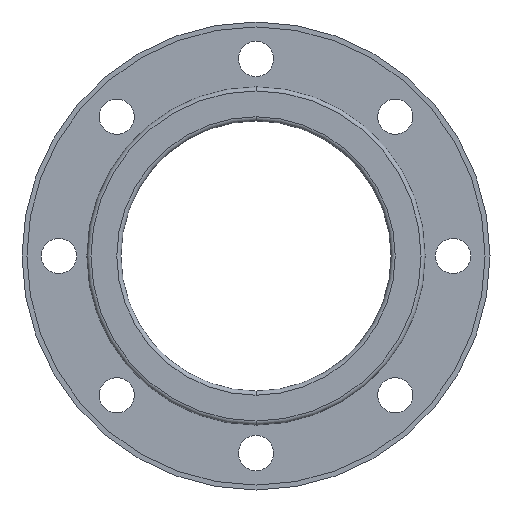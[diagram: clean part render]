
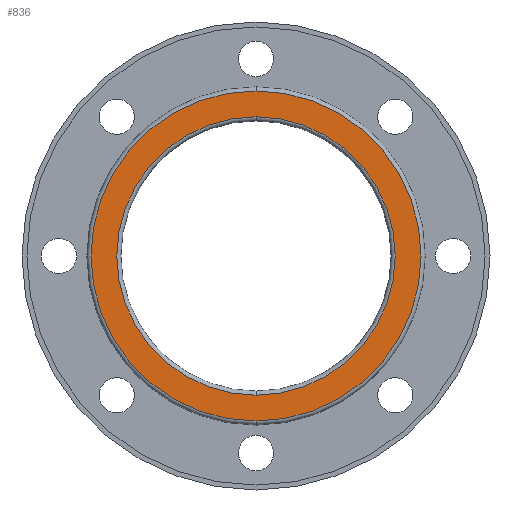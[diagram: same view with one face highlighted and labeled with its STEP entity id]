
A CAD part, front view. The second image highlights one B-rep face of the part: STEP entity #836.
In plain terms, the highlighted planar face has unit normal (0, -1, 0).
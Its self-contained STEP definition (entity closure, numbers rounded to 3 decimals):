
#49 = AXIS2_PLACEMENT_3D ( 'NONE', #86, #585, #1087 ) ;
#86 = CARTESIAN_POINT ( 'NONE',  ( 0., -2.5, 0. ) ) ;
#87 = ORIENTED_EDGE ( 'NONE', *, *, #1038, .T. ) ;
#123 = CIRCLE ( 'NONE', #492, 84.759 ) ;
#124 = ORIENTED_EDGE ( 'NONE', *, *, #1094, .F. ) ;
#204 = FACE_OUTER_BOUND ( 'NONE', #1354, .T. ) ;
#234 = VERTEX_POINT ( 'NONE', #855 ) ;
#247 = VERTEX_POINT ( 'NONE', #1232 ) ;
#273 = DIRECTION ( 'NONE',  ( 0., 1., 0. ) ) ;
#288 = CARTESIAN_POINT ( 'NONE',  ( 0., -2.5, 0. ) ) ;
#302 = DIRECTION ( 'NONE',  ( 0., 1., 0. ) ) ;
#413 = DIRECTION ( 'NONE',  ( 0., 0., 1. ) ) ;
#436 = DIRECTION ( 'NONE',  ( 0., 1., 0. ) ) ;
#492 = AXIS2_PLACEMENT_3D ( 'NONE', #288, #302, #1297 ) ;
#504 = EDGE_CURVE ( 'NONE', #234, #956, #1166, .T. ) ;
#555 = CARTESIAN_POINT ( 'NONE',  ( 0., -2.5, 0. ) ) ;
#585 = DIRECTION ( 'NONE',  ( 0., 1., 0. ) ) ;
#664 = DIRECTION ( 'NONE',  ( 0., 0., 1. ) ) ;
#704 = FACE_BOUND ( 'NONE', #1613, .T. ) ;
#721 = ORIENTED_EDGE ( 'NONE', *, *, #504, .F. ) ;
#761 = AXIS2_PLACEMENT_3D ( 'NONE', #555, #436, #664 ) ;
#828 = VERTEX_POINT ( 'NONE', #1335 ) ;
#836 = ADVANCED_FACE ( 'NONE', ( #204, #704 ), #1204, .F. ) ;
#855 = CARTESIAN_POINT ( 'NONE',  ( 0., -2.5, 100.5 ) ) ;
#873 = CARTESIAN_POINT ( 'NONE',  ( 0., -2.5, -100.5 ) ) ;
#956 = VERTEX_POINT ( 'NONE', #873 ) ;
#1027 = AXIS2_PLACEMENT_3D ( 'NONE', #1037, #1532, #413 ) ;
#1037 = CARTESIAN_POINT ( 'NONE',  ( 0., -2.5, 0. ) ) ;
#1038 = EDGE_CURVE ( 'NONE', #247, #828, #123, .T. ) ;
#1087 = DIRECTION ( 'NONE',  ( 0., 0., 1. ) ) ;
#1094 = EDGE_CURVE ( 'NONE', #956, #234, #1517, .T. ) ;
#1141 = DIRECTION ( 'NONE',  ( 0., 0., 1. ) ) ;
#1166 = CIRCLE ( 'NONE', #1222, 100.5 ) ;
#1197 = ORIENTED_EDGE ( 'NONE', *, *, #1583, .T. ) ;
#1204 = PLANE ( 'NONE',  #49 ) ;
#1222 = AXIS2_PLACEMENT_3D ( 'NONE', #1401, #273, #1141 ) ;
#1232 = CARTESIAN_POINT ( 'NONE',  ( 0., -2.5, -84.759 ) ) ;
#1297 = DIRECTION ( 'NONE',  ( 0., 0., 1. ) ) ;
#1335 = CARTESIAN_POINT ( 'NONE',  ( 0., -2.5, 84.759 ) ) ;
#1354 = EDGE_LOOP ( 'NONE', ( #721, #124 ) ) ;
#1401 = CARTESIAN_POINT ( 'NONE',  ( 0., -2.5, 0. ) ) ;
#1517 = CIRCLE ( 'NONE', #1027, 100.5 ) ;
#1525 = CIRCLE ( 'NONE', #761, 84.759 ) ;
#1532 = DIRECTION ( 'NONE',  ( 0., 1., 0. ) ) ;
#1583 = EDGE_CURVE ( 'NONE', #828, #247, #1525, .T. ) ;
#1613 = EDGE_LOOP ( 'NONE', ( #1197, #87 ) ) ;
